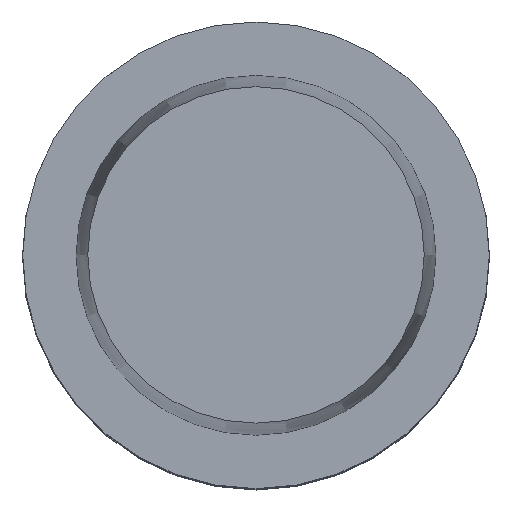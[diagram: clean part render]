
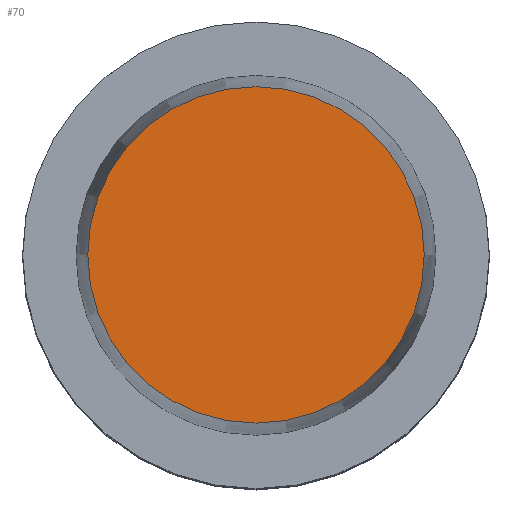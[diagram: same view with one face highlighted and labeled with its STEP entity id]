
A CAD part, top view. The second image highlights one B-rep face of the part: STEP entity #70.
In plain terms, the highlighted planar face has unit normal (0, 0, 1).
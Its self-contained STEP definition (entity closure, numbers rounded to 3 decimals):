
#35=FACE_OUTER_BOUND('',#154,.T.);
#49=PLANE('',#332);
#70=ADVANCED_FACE('',(#35),#49,.T.);
#154=EDGE_LOOP('',(#194));
#194=ORIENTED_EDGE('',*,*,#236,.F.);
#216=VERTEX_POINT('',#505);
#236=EDGE_CURVE('',#216,#216,#255,.T.);
#255=CIRCLE('',#330,18.008);
#330=AXIS2_PLACEMENT_3D('',#504,#414,#415);
#332=AXIS2_PLACEMENT_3D('',#507,#418,#419);
#414=DIRECTION('',(0.,0.,-1.));
#415=DIRECTION('',(-1.,0.,0.));
#418=DIRECTION('',(0.,0.,1.));
#419=DIRECTION('',(-1.,0.,0.));
#504=CARTESIAN_POINT('',(0.,0.,24.9));
#505=CARTESIAN_POINT('',(-18.008,0.,24.9));
#507=CARTESIAN_POINT('',(0.,-13.021,24.9));
